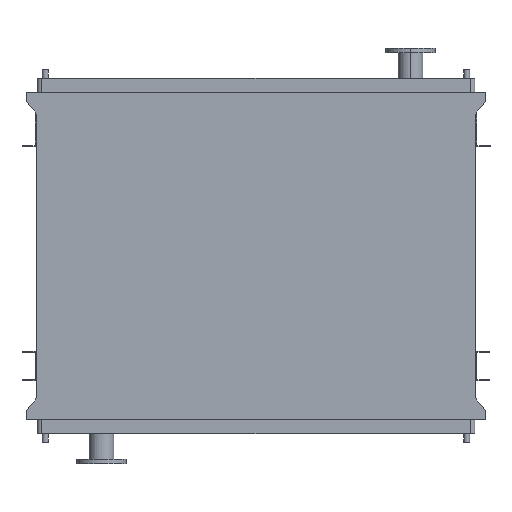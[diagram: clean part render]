
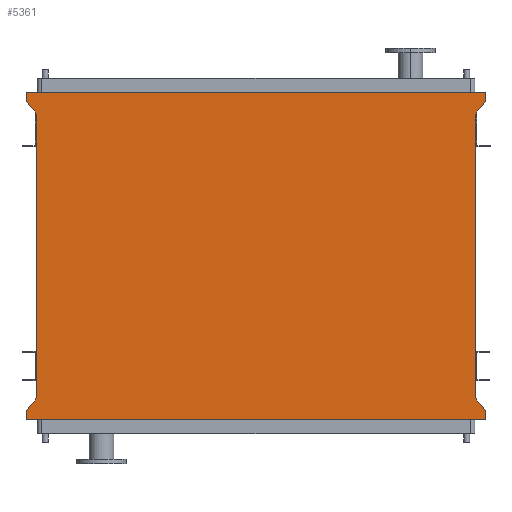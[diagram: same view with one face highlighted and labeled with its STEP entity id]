
A CAD part, front view. The second image highlights one B-rep face of the part: STEP entity #5361.
In plain terms, the highlighted planar face has unit normal (0, -1, 0).
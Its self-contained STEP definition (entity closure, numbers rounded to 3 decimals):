
#159 = VECTOR ( 'NONE', #6630, 1000. ) ;
#401 = VECTOR ( 'NONE', #12605, 1000. ) ;
#701 = DIRECTION ( 'NONE',  ( 0., 0., -1. ) ) ;
#704 = VECTOR ( 'NONE', #1421, 1000. ) ;
#768 = PLANE ( 'NONE',  #1839 ) ;
#921 = DIRECTION ( 'NONE',  ( -0.655, 0., 0.755 ) ) ;
#1034 = CARTESIAN_POINT ( 'NONE',  ( -1011., 0., 95. ) ) ;
#1184 = DIRECTION ( 'NONE',  ( 0., 0., -1. ) ) ;
#1215 = ORIENTED_EDGE ( 'NONE', *, *, #3748, .F. ) ;
#1240 = CARTESIAN_POINT ( 'NONE',  ( 965., 0., -1250. ) ) ;
#1421 = DIRECTION ( 'NONE',  ( 0., 0., 1. ) ) ;
#1442 = DIRECTION ( 'NONE',  ( 0., 0., 1. ) ) ;
#1552 = VECTOR ( 'NONE', #3222, 1000. ) ;
#1601 = LINE ( 'NONE', #3888, #401 ) ;
#1722 = VECTOR ( 'NONE', #6374, 1000. ) ;
#1839 = AXIS2_PLACEMENT_3D ( 'NONE', #6089, #13927, #701 ) ;
#1840 = ORIENTED_EDGE ( 'NONE', *, *, #2097, .F. ) ;
#1910 = VERTEX_POINT ( 'NONE', #9223 ) ;
#1986 = ORIENTED_EDGE ( 'NONE', *, *, #10154, .F. ) ;
#2039 = LINE ( 'NONE', #8282, #1722 ) ;
#2075 = VERTEX_POINT ( 'NONE', #2357 ) ;
#2097 = EDGE_CURVE ( 'NONE', #2075, #2625, #9837, .T. ) ;
#2129 = CARTESIAN_POINT ( 'NONE',  ( 1011., 0., -1345. ) ) ;
#2357 = CARTESIAN_POINT ( 'NONE',  ( 1011., 0., 53. ) ) ;
#2421 = CARTESIAN_POINT ( 'NONE',  ( 1011., 0., 95. ) ) ;
#2535 = DIRECTION ( 'NONE',  ( 0.655, 0., 0.755 ) ) ;
#2540 = CARTESIAN_POINT ( 'NONE',  ( 1011., 0., -1303. ) ) ;
#2596 = CARTESIAN_POINT ( 'NONE',  ( -1011., 0., -1303. ) ) ;
#2625 = VERTEX_POINT ( 'NONE', #9026 ) ;
#2684 = CARTESIAN_POINT ( 'NONE',  ( -1011., 0., 95. ) ) ;
#3027 = DIRECTION ( 'NONE',  ( 1., 0., 0. ) ) ;
#3050 = VERTEX_POINT ( 'NONE', #9275 ) ;
#3222 = DIRECTION ( 'NONE',  ( -0.655, 0., -0.755 ) ) ;
#3748 = EDGE_CURVE ( 'NONE', #12293, #1910, #8825, .T. ) ;
#3863 = VERTEX_POINT ( 'NONE', #2684 ) ;
#3888 = CARTESIAN_POINT ( 'NONE',  ( -1011., 0., -1303. ) ) ;
#4251 = VECTOR ( 'NONE', #1442, 1000. ) ;
#4423 = CARTESIAN_POINT ( 'NONE',  ( -1011., 0., 53. ) ) ;
#4657 = VERTEX_POINT ( 'NONE', #6707 ) ;
#4821 = ORIENTED_EDGE ( 'NONE', *, *, #13337, .F. ) ;
#5227 = EDGE_CURVE ( 'NONE', #6187, #3050, #5743, .T. ) ;
#5252 = ORIENTED_EDGE ( 'NONE', *, *, #12463, .F. ) ;
#5305 = CARTESIAN_POINT ( 'NONE',  ( -965., 0., 0. ) ) ;
#5361 = ADVANCED_FACE ( 'NONE', ( #11683 ), #768, .T. ) ;
#5636 = CARTESIAN_POINT ( 'NONE',  ( 1011., 0., 95. ) ) ;
#5743 = LINE ( 'NONE', #7875, #704 ) ;
#5865 = LINE ( 'NONE', #2540, #7490 ) ;
#6089 = CARTESIAN_POINT ( 'NONE',  ( -965., 0., -1250. ) ) ;
#6187 = VERTEX_POINT ( 'NONE', #6874 ) ;
#6374 = DIRECTION ( 'NONE',  ( 0., 0., -1. ) ) ;
#6417 = EDGE_CURVE ( 'NONE', #3050, #11995, #10682, .T. ) ;
#6592 = EDGE_CURVE ( 'NONE', #8741, #6187, #6653, .T. ) ;
#6606 = CARTESIAN_POINT ( 'NONE',  ( -1011., 0., -1345. ) ) ;
#6630 = DIRECTION ( 'NONE',  ( 0., 0., 1. ) ) ;
#6653 = LINE ( 'NONE', #7722, #13258 ) ;
#6707 = CARTESIAN_POINT ( 'NONE',  ( 965., 0., -1250. ) ) ;
#6874 = CARTESIAN_POINT ( 'NONE',  ( -965., 0., -1250. ) ) ;
#7490 = VECTOR ( 'NONE', #10236, 1000. ) ;
#7579 = ORIENTED_EDGE ( 'NONE', *, *, #11888, .F. ) ;
#7599 = DIRECTION ( 'NONE',  ( -1., 0., 0. ) ) ;
#7620 = VECTOR ( 'NONE', #921, 1000. ) ;
#7722 = CARTESIAN_POINT ( 'NONE',  ( -965., 0., -1250. ) ) ;
#7869 = ORIENTED_EDGE ( 'NONE', *, *, #9003, .F. ) ;
#7875 = CARTESIAN_POINT ( 'NONE',  ( -965., 0., -1250. ) ) ;
#7978 = CARTESIAN_POINT ( 'NONE',  ( -1011., 0., 53. ) ) ;
#8044 = EDGE_CURVE ( 'NONE', #3863, #13751, #10807, .T. ) ;
#8282 = CARTESIAN_POINT ( 'NONE',  ( 1011., 0., -1345. ) ) ;
#8535 = VECTOR ( 'NONE', #1184, 1000. ) ;
#8674 = VERTEX_POINT ( 'NONE', #8734 ) ;
#8734 = CARTESIAN_POINT ( 'NONE',  ( 1011., 0., -1303. ) ) ;
#8741 = VERTEX_POINT ( 'NONE', #2596 ) ;
#8825 = LINE ( 'NONE', #6606, #13378 ) ;
#9003 = EDGE_CURVE ( 'NONE', #1910, #8741, #1601, .T. ) ;
#9026 = CARTESIAN_POINT ( 'NONE',  ( 965., 0., 0. ) ) ;
#9223 = CARTESIAN_POINT ( 'NONE',  ( -1011., 0., -1345. ) ) ;
#9249 = ORIENTED_EDGE ( 'NONE', *, *, #6592, .F. ) ;
#9275 = CARTESIAN_POINT ( 'NONE',  ( -965., 0., 0. ) ) ;
#9299 = ORIENTED_EDGE ( 'NONE', *, *, #8044, .F. ) ;
#9837 = LINE ( 'NONE', #11867, #1552 ) ;
#10154 = EDGE_CURVE ( 'NONE', #4657, #8674, #5865, .T. ) ;
#10236 = DIRECTION ( 'NONE',  ( 0.655, 0., -0.755 ) ) ;
#10613 = ORIENTED_EDGE ( 'NONE', *, *, #5227, .F. ) ;
#10682 = LINE ( 'NONE', #5305, #7620 ) ;
#10807 = LINE ( 'NONE', #1034, #12385 ) ;
#10974 = ORIENTED_EDGE ( 'NONE', *, *, #6417, .F. ) ;
#11073 = LINE ( 'NONE', #4423, #159 ) ;
#11159 = LINE ( 'NONE', #5636, #8535 ) ;
#11683 = FACE_OUTER_BOUND ( 'NONE', #13325, .T. ) ;
#11867 = CARTESIAN_POINT ( 'NONE',  ( 1011., 0., 53. ) ) ;
#11888 = EDGE_CURVE ( 'NONE', #13751, #2075, #11159, .T. ) ;
#11995 = VERTEX_POINT ( 'NONE', #7978 ) ;
#12293 = VERTEX_POINT ( 'NONE', #2129 ) ;
#12385 = VECTOR ( 'NONE', #3027, 1000. ) ;
#12463 = EDGE_CURVE ( 'NONE', #8674, #12293, #2039, .T. ) ;
#12605 = DIRECTION ( 'NONE',  ( 0., 0., 1. ) ) ;
#12713 = ORIENTED_EDGE ( 'NONE', *, *, #13265, .T. ) ;
#13174 = LINE ( 'NONE', #1240, #4251 ) ;
#13258 = VECTOR ( 'NONE', #2535, 1000. ) ;
#13265 = EDGE_CURVE ( 'NONE', #4657, #2625, #13174, .T. ) ;
#13325 = EDGE_LOOP ( 'NONE', ( #12713, #1840, #7579, #9299, #4821, #10974, #10613, #9249, #7869, #1215, #5252, #1986 ) ) ;
#13337 = EDGE_CURVE ( 'NONE', #11995, #3863, #11073, .T. ) ;
#13378 = VECTOR ( 'NONE', #7599, 1000. ) ;
#13751 = VERTEX_POINT ( 'NONE', #2421 ) ;
#13927 = DIRECTION ( 'NONE',  ( 0., -1., 0. ) ) ;
